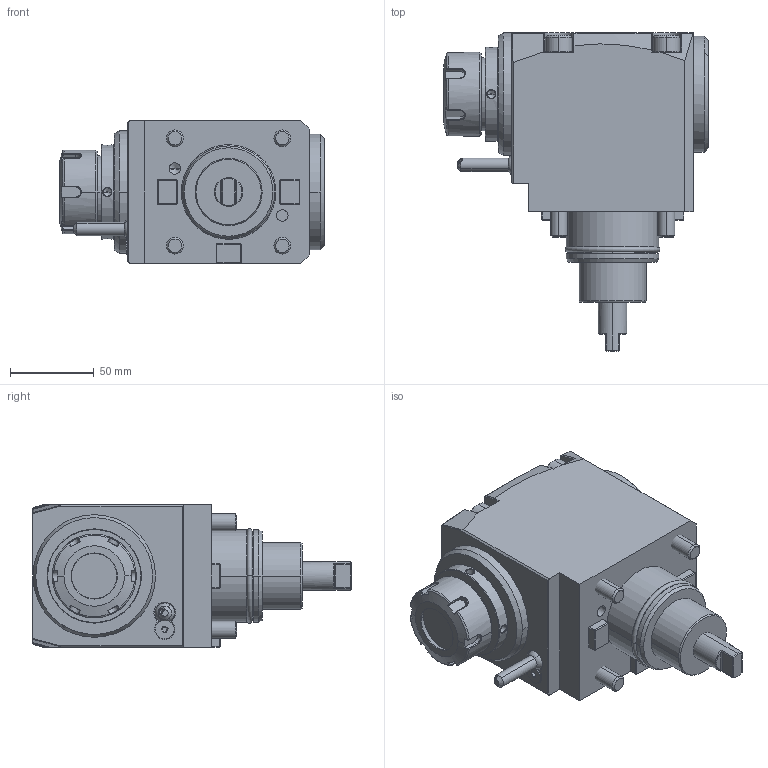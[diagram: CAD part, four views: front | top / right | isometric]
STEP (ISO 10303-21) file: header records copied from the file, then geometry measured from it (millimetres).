
FILE_DESCRIPTION((''),'2;1');
FILE_NAME('NGT2_55_201_32_1_3_70_EM1','2023-09-25T',('vali'),('NOVA GRUP'),'PRO/ENGINEER BY PARAMETRIC TECHNOLOGY CORPORATION, 2010280','PRO/ENGINEER BY PARAMETRIC TECHNOLOGY CORPORATION, 2010280','');
FILE_SCHEMA(('CONFIG_CONTROL_DESIGN'));
Length unit declared in the file: millimetre
Products named in the file (1): NGT2_55_201_32_1_3_70_EM1
Bounding box: 157.6 x 189.5 x 85 mm (x, y, z)
Volume: 1180450.7 mm3; surface area: 103724.2 mm2
Topology: 2 solids, 6 shells, 472 faces, 1133 edges, 699 vertices
Faces by surface type: plane 228, cylinder 111, cone 56, bspline 34, torus 28, extrusion 13, sphere 2
Entity records: 15731 total; most frequent: CARTESIAN_POINT 5231, ORIENTED_EDGE 2262, DIRECTION 1960, EDGE_CURVE 1131, VERTEX_POINT 699, AXIS2_PLACEMENT_3D 661, VECTOR 638, LINE 625
